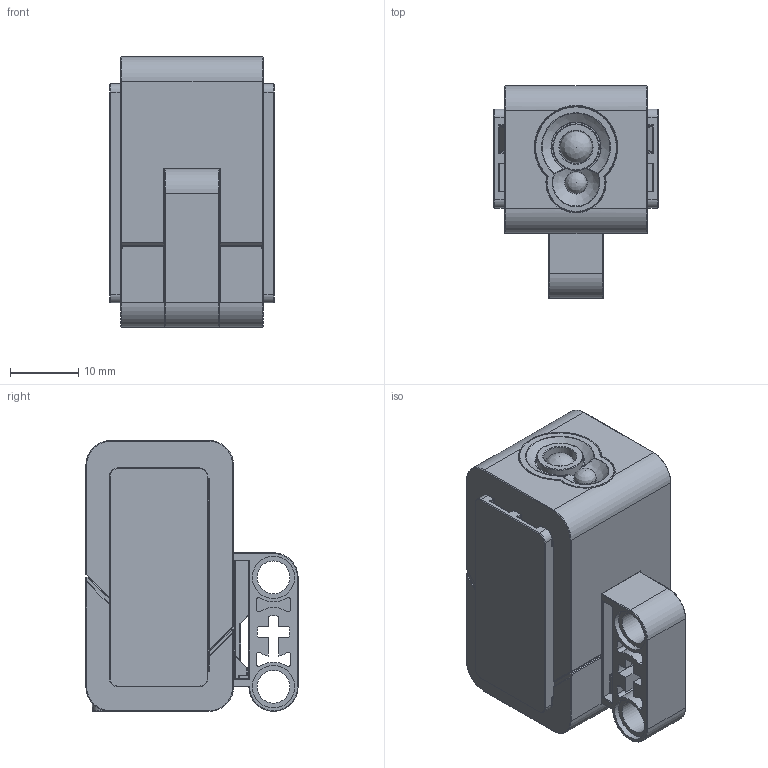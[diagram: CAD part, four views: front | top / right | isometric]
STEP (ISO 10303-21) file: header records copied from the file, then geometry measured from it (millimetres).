
FILE_DESCRIPTION(/* description */ (''),/* implementation_level */ '2;1');
FILE_NAME(/* name */ '95650.stp',/* time_stamp */ '2016-12-08T14:30:11-08:00',/* author */ ('kohfeld'),/* organization */ (''),/* preprocessor_version */ 'ST-DEVELOPER v16.1',/* originating_system */ 'Autodesk Inventor 2016',/* authorisation */ '');
FILE_SCHEMA (('AUTOMOTIVE_DESIGN { 1 0 10303 214 3 1 1 }'));
Length unit declared in the file: millimetre
Products named in the file (8): 99377-LtBluishGray; 54732b-LtBluishGray; 99376-White; 11013-TransClear; 99396-TransClear; 11014p01-Black; 99388-LtBluishGray; 95650
Assembly tree (7 placements, depth 2):
  95650
    99377-LtBluishGray
    54732b-LtBluishGray
    99376-White
    11013-TransClear
    99396-TransClear
    11014p01-Black
    99388-LtBluishGray
Bounding box: 24 x 31.04 x 39.6 mm (x, y, z)
Volume: 10529.5 mm3; surface area: 16704 mm2
Topology: 7 solids, 7 shells, 1128 faces, 2561 edges, 1446 vertices
Faces by surface type: cylinder 578, plane 310, sphere 167, torus 61, bspline 12
Full cylindrical faces by diameter (mm): 0.58 x12, 3.2 x2, 4.8 x4, 6.2 x4, 6.8 x1
Entity records: 31534 total; most frequent: DIRECTION 5804, CARTESIAN_POINT 5768, ORIENTED_EDGE 5062, EDGE_CURVE 2525, AXIS2_PLACEMENT_3D 2191, VERTEX_POINT 1438, LINE 1422, VECTOR 1422
